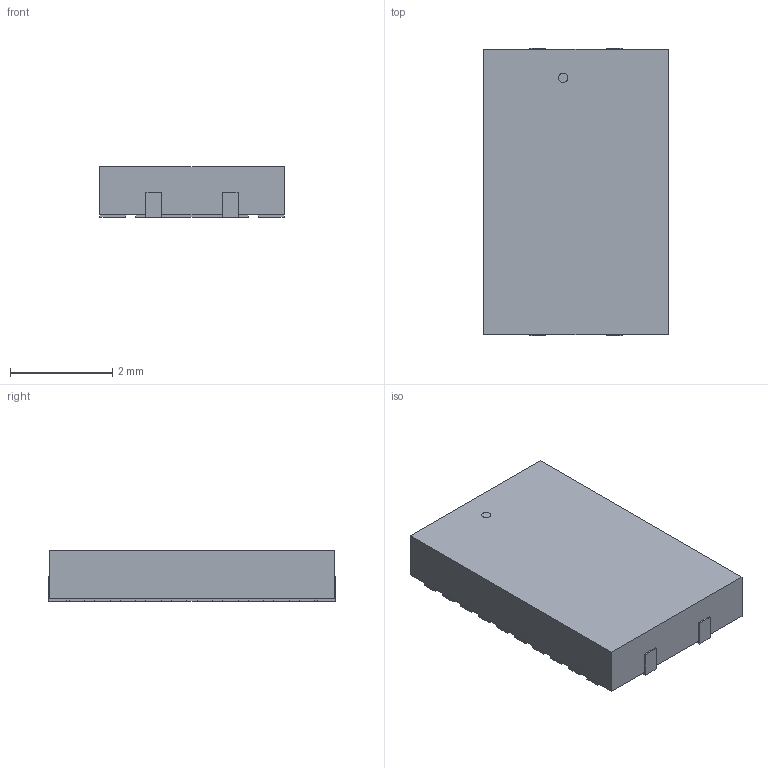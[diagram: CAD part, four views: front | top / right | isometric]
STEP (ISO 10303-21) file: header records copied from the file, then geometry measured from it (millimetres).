
FILE_DESCRIPTION(('STEP AP214'),'1');
FILE_NAME('VQFN24_RGY_TEX','2023-11-23T08:45:28',(''),(''),'','','');
FILE_SCHEMA(('AUTOMOTIVE_DESIGN'));
Length unit declared in the file: millimetre
Products named in the file (1): product
Bounding box: 3.61 x 5.64 x 0.99 mm (x, y, z)
Volume: 19.6 mm3; surface area: 87.3 mm2
Topology: 27 solids, 27 shells, 167 faces, 339 edges, 226 vertices
Faces by surface type: plane 162, cylinder 5
Full cylindrical faces by diameter (mm): 0.18 x1
Entity records: 4237 total; most frequent: DIRECTION 686, ORIENTED_EDGE 676, CARTESIAN_POINT 405, EDGE_CURVE 338, LINE 328, VECTOR 328, VERTEX_POINT 226, AXIS2_PLACEMENT_3D 179
